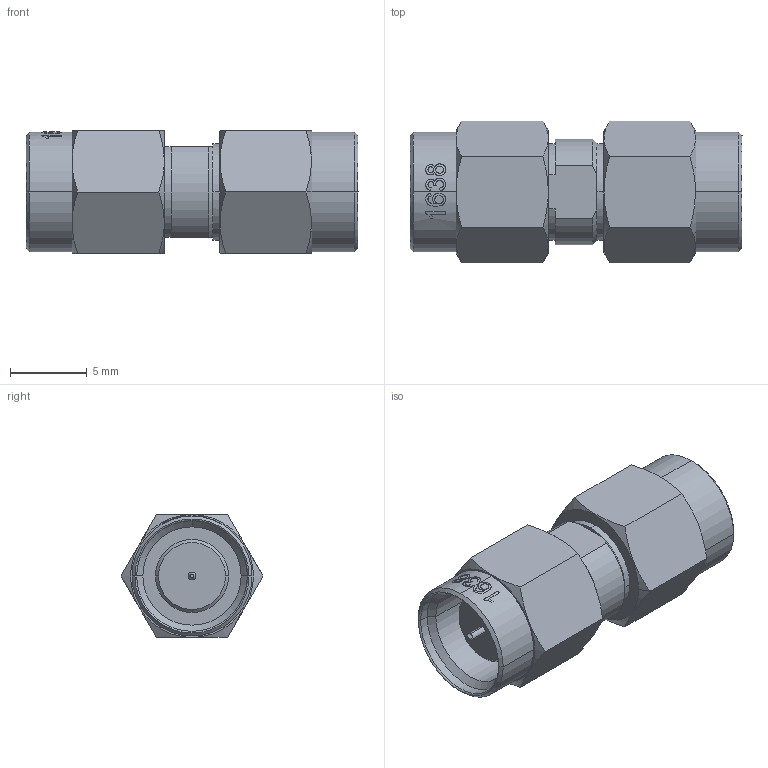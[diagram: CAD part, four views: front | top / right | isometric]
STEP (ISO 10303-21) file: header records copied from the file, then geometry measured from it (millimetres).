
FILE_DESCRIPTION (( 'STEP AP214' ), '1' );
FILE_NAME ('FMAD1638_3D.step', '2023-03-13T20:45:51', ( '' ), ( '' ), 'SwSTEP 2.0', 'SolidWorks 2022', '' );
FILE_SCHEMA (( 'AUTOMOTIVE_DESIGN' ));
Length unit declared in the file: inch
Products named in the file (1): FMAD1638_3D
Bounding box: 21.6 x 9.24 x 8 mm (x, y, z)
Volume: 786 mm3; surface area: 1075.6 mm2
Topology: 1 solids, 1 shells, 192 faces, 462 edges, 287 vertices
Faces by surface type: bspline 55, cylinder 53, cone 49, plane 35
Entity records: 9166 total; most frequent: CARTESIAN_POINT 5104, ORIENTED_EDGE 924, DIRECTION 686, EDGE_CURVE 462, VERTEX_POINT 287, AXIS2_PLACEMENT_3D 283, EDGE_LOOP 207, B_SPLINE_CURVE_WITH_KNOTS 197
